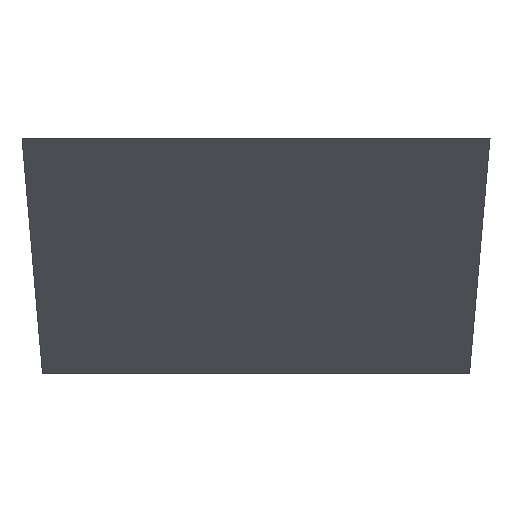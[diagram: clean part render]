
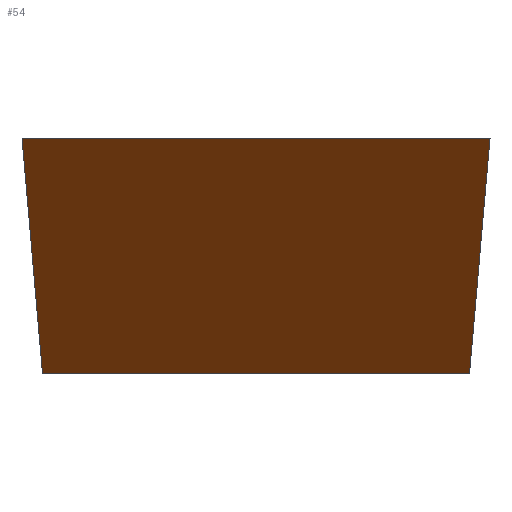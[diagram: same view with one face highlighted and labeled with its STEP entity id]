
A CAD part, left-side view. The second image highlights one B-rep face of the part: STEP entity #54.
In plain terms, the highlighted planar face has unit normal (-0.571, 0.816, -0.087).
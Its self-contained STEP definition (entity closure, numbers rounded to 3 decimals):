
#43=FACE_OUTER_BOUND('',#87,.T.);
#54=ADVANCED_FACE('',(#43),#66,.T.);
#66=PLANE('',#289);
#87=EDGE_LOOP('',(#111,#112,#113,#114));
#111=ORIENTED_EDGE('',*,*,#175,.F.);
#112=ORIENTED_EDGE('',*,*,#176,.T.);
#113=ORIENTED_EDGE('',*,*,#177,.T.);
#114=ORIENTED_EDGE('',*,*,#166,.T.);
#149=VERTEX_POINT('',#389);
#151=VERTEX_POINT('',#392);
#157=VERTEX_POINT('',#408);
#158=VERTEX_POINT('',#412);
#166=EDGE_CURVE('',#151,#149,#216,.T.);
#175=EDGE_CURVE('',#157,#149,#223,.T.);
#176=EDGE_CURVE('',#157,#158,#224,.T.);
#177=EDGE_CURVE('',#158,#151,#225,.T.);
#216=LINE('',#391,#236);
#223=LINE('',#409,#243);
#224=LINE('',#411,#244);
#225=LINE('',#413,#245);
#236=VECTOR('',#319,1.);
#243=VECTOR('',#334,1.);
#244=VECTOR('',#337,1.);
#245=VECTOR('',#338,1.);
#289=AXIS2_PLACEMENT_3D('',#414,#339,#340);
#319=DIRECTION('',(0.819,0.574,0.));
#334=DIRECTION('',(-0.027,0.087,0.996));
#337=DIRECTION('',(-0.819,-0.574,0.));
#338=DIRECTION('',(-0.266,-0.084,0.96));
#339=DIRECTION('',(-0.571,0.816,-0.087));
#340=DIRECTION('',(0.819,0.574,0.));
#389=CARTESIAN_POINT('',(-1.001,3.175,0.));
#391=CARTESIAN_POINT('',(-10.07,-3.175,0.));
#392=CARTESIAN_POINT('',(-10.07,-3.175,0.));
#408=CARTESIAN_POINT('',(-0.913,2.897,-3.18));
#409=CARTESIAN_POINT('',(-0.913,2.897,-3.18));
#411=CARTESIAN_POINT('',(-0.913,2.897,-3.18));
#412=CARTESIAN_POINT('',(-9.187,-2.897,-3.18));
#413=CARTESIAN_POINT('',(-9.187,-2.897,-3.18));
#414=CARTESIAN_POINT('',(-0.187,3.745,0.));
